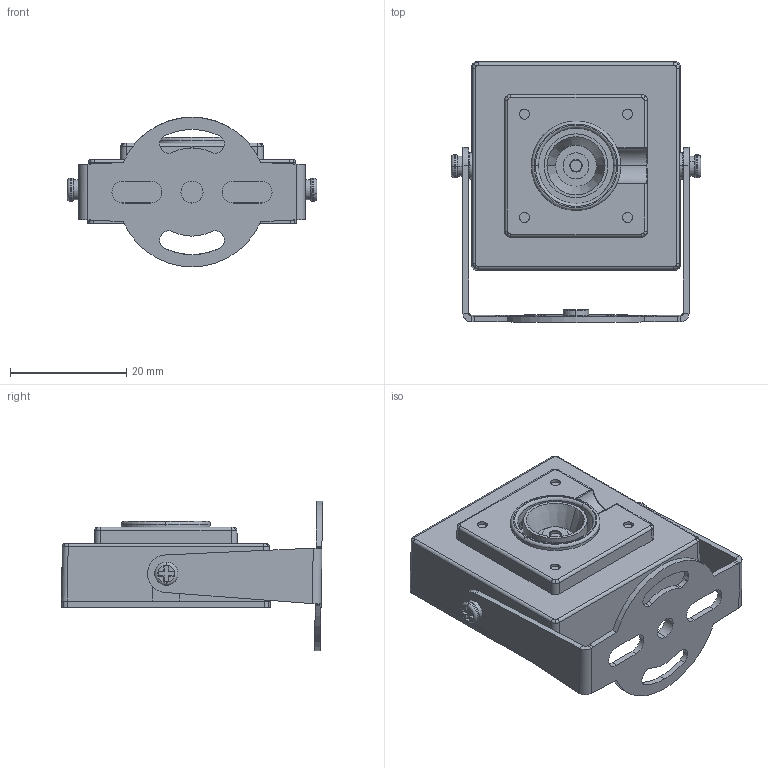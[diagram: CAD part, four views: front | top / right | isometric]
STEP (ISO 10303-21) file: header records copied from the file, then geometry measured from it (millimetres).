
FILE_DESCRIPTION (( 'STEP AP214' ), '1' );
FILE_NAME ('UVC（B0447C）.STEP', '2023-12-14T08:17:29', ( '' ), ( '' ), 'SwSTEP 2.0', 'SolidWorks 2021', '' );
FILE_SCHEMA (( 'AUTOMOTIVE_DESIGN' ));
Length unit declared in the file: millimetre
Products named in the file (7): UVC俋褲; 遠; m2蹟佪; M2x3蹟佪; 盓殤; UVCㄗB0447Cㄘ; 脣諳
Assembly tree (9 placements, depth 2):
  UVCㄗB0447Cㄘ
    UVC俋褲
    盓殤
    M2x3蹟佪  x2
    脣諳
    m2蹟佪  x2
    遠  x2
Bounding box: 43 x 45.02 x 25.81 mm (x, y, z)
Volume: 6027.4 mm3; surface area: 11441.2 mm2
Topology: 11 solids, 11 shells, 394 faces, 972 edges, 622 vertices
Faces by surface type: plane 186, cylinder 138, bspline 30, torus 28, cone 12
Entity records: 10776 total; most frequent: CARTESIAN_POINT 2540, ORIENTED_EDGE 1672, DIRECTION 1636, EDGE_CURVE 836, AXIS2_PLACEMENT_3D 578, VERTEX_POINT 536, LINE 480, VECTOR 480
